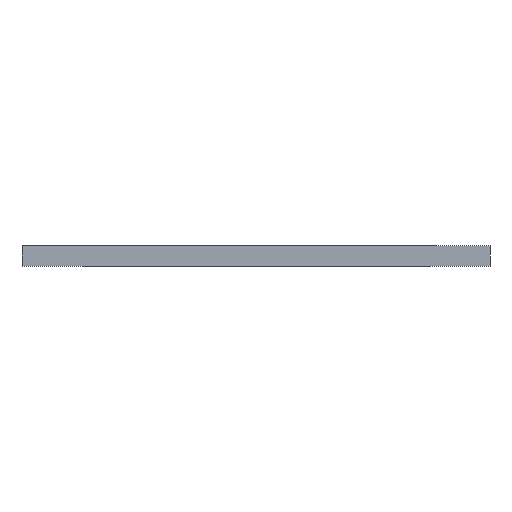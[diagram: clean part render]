
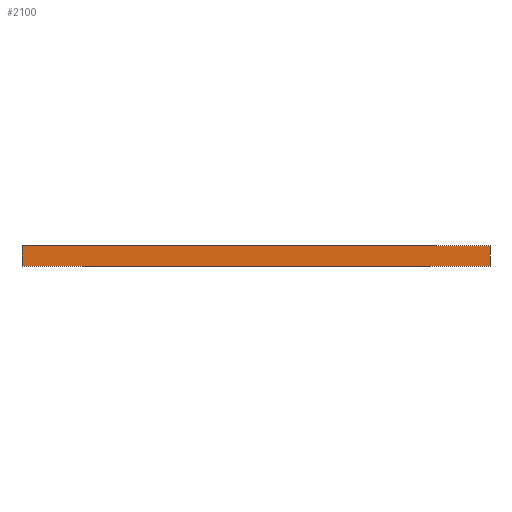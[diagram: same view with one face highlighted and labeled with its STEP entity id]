
A CAD part, front view. The second image highlights one B-rep face of the part: STEP entity #2100.
In plain terms, the highlighted planar face has unit normal (0, -1, 0).
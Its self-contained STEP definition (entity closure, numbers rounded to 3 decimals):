
#48 = VECTOR ( 'NONE', #819, 1000. ) ;
#104 = EDGE_CURVE ( 'NONE', #4957, #4833, #3130, .T. ) ;
#312 = PLANE ( 'NONE',  #3545 ) ;
#818 = DIRECTION ( 'NONE',  ( 0., 1., 0. ) ) ;
#819 = DIRECTION ( 'NONE',  ( 1., 0., 0. ) ) ;
#887 = FACE_OUTER_BOUND ( 'NONE', #5055, .T. ) ;
#920 = CARTESIAN_POINT ( 'NONE',  ( 15., -22.5, -0.65 ) ) ;
#1298 = CARTESIAN_POINT ( 'NONE',  ( 15., -22.5, 0.65 ) ) ;
#1506 = CARTESIAN_POINT ( 'NONE',  ( 15., -22.5, 0.65 ) ) ;
#1563 = CARTESIAN_POINT ( 'NONE',  ( 15., -22.5, -0.65 ) ) ;
#1690 = LINE ( 'NONE', #4724, #48 ) ;
#2056 = VERTEX_POINT ( 'NONE', #2275 ) ;
#2057 = CARTESIAN_POINT ( 'NONE',  ( 15., -22.5, 0.65 ) ) ;
#2072 = DIRECTION ( 'NONE',  ( 1., 0., 0. ) ) ;
#2100 = ADVANCED_FACE ( 'NONE', ( #887 ), #312, .F. ) ;
#2183 = EDGE_CURVE ( 'NONE', #2402, #4833, #4665, .T. ) ;
#2275 = CARTESIAN_POINT ( 'NONE',  ( -15., -22.5, 0.65 ) ) ;
#2402 = VERTEX_POINT ( 'NONE', #4630 ) ;
#2443 = VECTOR ( 'NONE', #3242, 1000. ) ;
#2882 = ORIENTED_EDGE ( 'NONE', *, *, #2183, .T. ) ;
#2917 = VECTOR ( 'NONE', #3255, 1000. ) ;
#3089 = ORIENTED_EDGE ( 'NONE', *, *, #4499, .F. ) ;
#3130 = LINE ( 'NONE', #2057, #2443 ) ;
#3242 = DIRECTION ( 'NONE',  ( 0., 0., -1. ) ) ;
#3255 = DIRECTION ( 'NONE',  ( 0., 0., -1. ) ) ;
#3545 = AXIS2_PLACEMENT_3D ( 'NONE', #1506, #818, #4187 ) ;
#3793 = VECTOR ( 'NONE', #2072, 1000. ) ;
#3948 = CARTESIAN_POINT ( 'NONE',  ( -15., -22.5, 0.65 ) ) ;
#3962 = LINE ( 'NONE', #3948, #2917 ) ;
#4187 = DIRECTION ( 'NONE',  ( -1., 0., 0. ) ) ;
#4345 = ORIENTED_EDGE ( 'NONE', *, *, #104, .F. ) ;
#4398 = ORIENTED_EDGE ( 'NONE', *, *, #4911, .T. ) ;
#4499 = EDGE_CURVE ( 'NONE', #2056, #4957, #1690, .T. ) ;
#4630 = CARTESIAN_POINT ( 'NONE',  ( -15., -22.5, -0.65 ) ) ;
#4665 = LINE ( 'NONE', #920, #3793 ) ;
#4724 = CARTESIAN_POINT ( 'NONE',  ( 15., -22.5, 0.65 ) ) ;
#4833 = VERTEX_POINT ( 'NONE', #1563 ) ;
#4911 = EDGE_CURVE ( 'NONE', #2056, #2402, #3962, .T. ) ;
#4957 = VERTEX_POINT ( 'NONE', #1298 ) ;
#5055 = EDGE_LOOP ( 'NONE', ( #2882, #4345, #3089, #4398 ) ) ;
